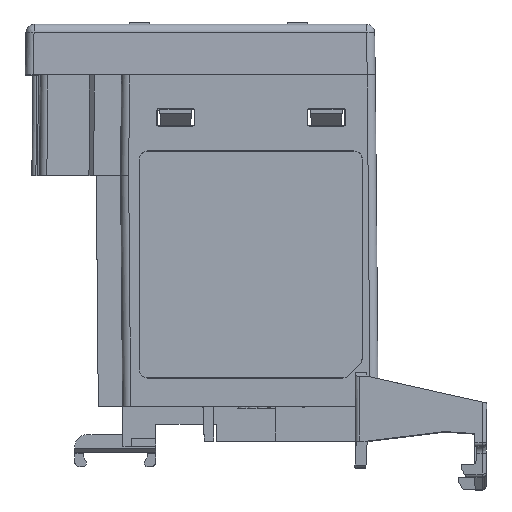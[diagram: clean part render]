
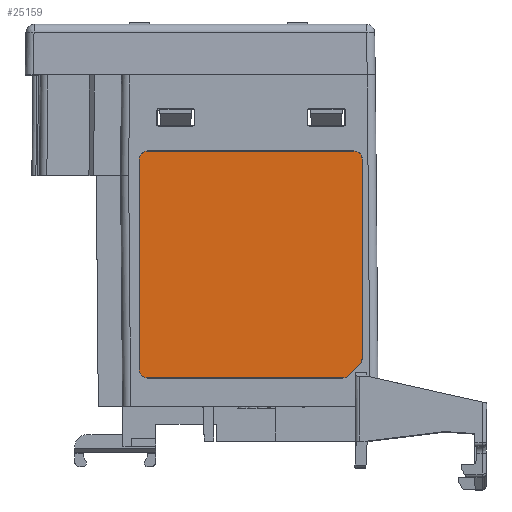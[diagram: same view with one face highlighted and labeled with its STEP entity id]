
A CAD part, top view. The second image highlights one B-rep face of the part: STEP entity #25159.
In plain terms, the highlighted face is planar.
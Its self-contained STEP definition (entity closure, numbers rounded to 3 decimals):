
#6688=CARTESIAN_POINT('',(-13.5,30.5,-12.407));
#6689=DIRECTION('',(-1.,0.,0.));
#6690=DIRECTION('',(0.,1.,0.));
#6691=AXIS2_PLACEMENT_3D('',#6688,#6689,#6690);
#6693=DIRECTION('',(0.,0.,-1.));
#6694=VECTOR('',#6693,25.5);
#6695=CARTESIAN_POINT('',(-13.5,31.5,13.093));
#6696=LINE('',#6695,#6694);
#6697=CARTESIAN_POINT('',(-13.5,30.5,13.093));
#6698=DIRECTION('',(-1.,0.,0.));
#6699=DIRECTION('',(0.,0.,1.));
#6700=AXIS2_PLACEMENT_3D('',#6697,#6698,#6699);
#6702=DIRECTION('',(0.,1.,0.));
#6703=VECTOR('',#6702,24.586);
#6704=CARTESIAN_POINT('',(-13.5,5.914,14.093));
#6705=LINE('',#6704,#6703);
#6706=CARTESIAN_POINT('',(-13.5,5.914,13.093));
#6707=DIRECTION('',(-1.,0.,0.));
#6708=DIRECTION('',(0.,-0.707,0.707));
#6709=AXIS2_PLACEMENT_3D('',#6706,#6707,#6708);
#6711=DIRECTION('',(0.,0.707,0.707));
#6712=VECTOR('',#6711,2.);
#6713=CARTESIAN_POINT('',(-13.5,3.793,12.386));
#6714=LINE('',#6713,#6712);
#6715=CARTESIAN_POINT('',(-13.5,4.5,11.679));
#6716=DIRECTION('',(-1.,0.,0.));
#6717=DIRECTION('',(0.,-1.,0.));
#6718=AXIS2_PLACEMENT_3D('',#6715,#6716,#6717);
#6720=DIRECTION('',(0.,0.,1.));
#6721=VECTOR('',#6720,24.086);
#6722=CARTESIAN_POINT('',(-13.5,3.5,-12.407));
#6723=LINE('',#6722,#6721);
#6724=CARTESIAN_POINT('',(-13.5,4.5,-12.407));
#6725=DIRECTION('',(-1.,0.,0.));
#6726=DIRECTION('',(0.,0.,-1.));
#6727=AXIS2_PLACEMENT_3D('',#6724,#6725,#6726);
#6729=DIRECTION('',(0.,-1.,0.));
#6730=VECTOR('',#6729,26.);
#6731=CARTESIAN_POINT('',(-13.5,30.5,-13.407));
#6732=LINE('',#6731,#6730);
#14445=CARTESIAN_POINT('',(-13.5,31.5,-12.407));
#14446=CARTESIAN_POINT('',(-13.5,30.5,-13.407));
#14447=VERTEX_POINT('',#14445);
#14448=VERTEX_POINT('',#14446);
#14453=CARTESIAN_POINT('',(-13.5,30.5,14.093));
#14454=CARTESIAN_POINT('',(-13.5,31.5,13.093));
#14455=VERTEX_POINT('',#14453);
#14456=VERTEX_POINT('',#14454);
#14461=CARTESIAN_POINT('',(-13.5,4.5,-13.407));
#14462=CARTESIAN_POINT('',(-13.5,3.5,-12.407));
#14463=VERTEX_POINT('',#14461);
#14464=VERTEX_POINT('',#14462);
#14469=CARTESIAN_POINT('',(-13.5,5.207,13.8));
#14470=CARTESIAN_POINT('',(-13.5,5.914,14.093));
#14471=VERTEX_POINT('',#14469);
#14472=VERTEX_POINT('',#14470);
#14477=CARTESIAN_POINT('',(-13.5,3.5,11.679));
#14479=VERTEX_POINT('',#14477);
#14481=CARTESIAN_POINT('',(-13.5,3.793,12.386));
#14482=VERTEX_POINT('',#14481);
#25134=CARTESIAN_POINT('',(-13.5,0.,0.));
#25135=DIRECTION('',(-1.,0.,0.));
#25136=DIRECTION('',(0.,0.,1.));
#25137=AXIS2_PLACEMENT_3D('',#25134,#25135,#25136);
#25138=PLANE('',#25137);
#25140=ORIENTED_EDGE('',*,*,#25139,.F.);
#25142=ORIENTED_EDGE('',*,*,#25141,.F.);
#25143=ORIENTED_EDGE('',*,*,#25125,.F.);
#25144=ORIENTED_EDGE('',*,*,#25115,.F.);
#25146=ORIENTED_EDGE('',*,*,#25145,.F.);
#25148=ORIENTED_EDGE('',*,*,#25147,.F.);
#25150=ORIENTED_EDGE('',*,*,#25149,.F.);
#25152=ORIENTED_EDGE('',*,*,#25151,.F.);
#25154=ORIENTED_EDGE('',*,*,#25153,.F.);
#25156=ORIENTED_EDGE('',*,*,#25155,.F.);
#25157=EDGE_LOOP('',(#25140,#25142,#25143,#25144,#25146,#25148,#25150,#25152,
#25154,#25156));
#25158=FACE_OUTER_BOUND('',#25157,.F.);
#25159=ADVANCED_FACE('',(#25158),#25138,.T.);
#6692=CIRCLE('',#6691,1.);
#6701=CIRCLE('',#6700,1.);
#6710=CIRCLE('',#6709,1.);
#6719=CIRCLE('',#6718,1.);
#6728=CIRCLE('',#6727,1.);
#25115=EDGE_CURVE('',#14472,#14455,#6705,.T.);
#25125=EDGE_CURVE('',#14455,#14456,#6701,.T.);
#25139=EDGE_CURVE('',#14447,#14448,#6692,.T.);
#25141=EDGE_CURVE('',#14456,#14447,#6696,.T.);
#25145=EDGE_CURVE('',#14471,#14472,#6710,.T.);
#25147=EDGE_CURVE('',#14482,#14471,#6714,.T.);
#25149=EDGE_CURVE('',#14479,#14482,#6719,.T.);
#25151=EDGE_CURVE('',#14464,#14479,#6723,.T.);
#25153=EDGE_CURVE('',#14463,#14464,#6728,.T.);
#25155=EDGE_CURVE('',#14448,#14463,#6732,.T.);
